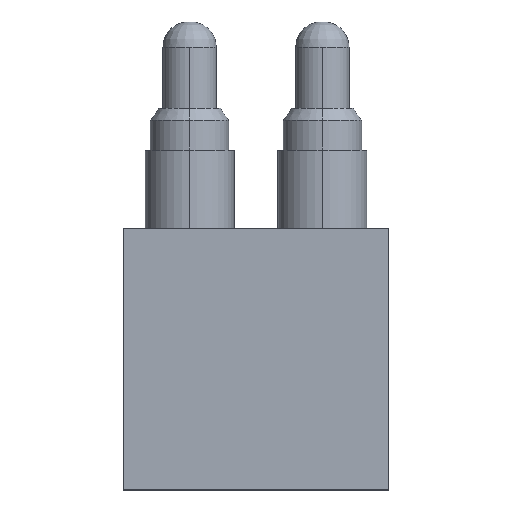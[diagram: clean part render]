
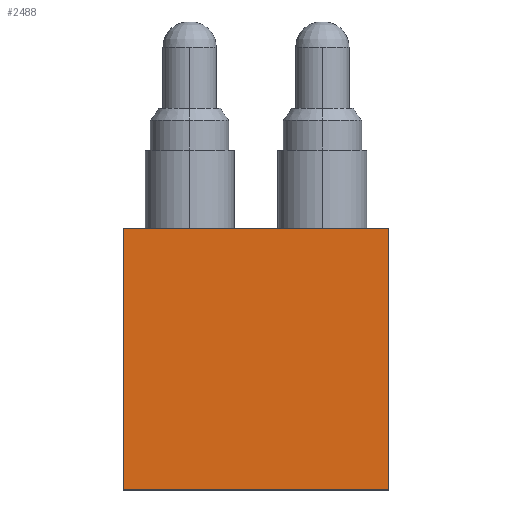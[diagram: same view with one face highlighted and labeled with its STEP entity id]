
A CAD part, top view. The second image highlights one B-rep face of the part: STEP entity #2488.
In plain terms, the highlighted planar face has unit normal (0, 0, 1).
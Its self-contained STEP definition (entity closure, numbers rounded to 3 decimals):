
#2488 = ADVANCED_FACE('',(#2489),#2523,.T.);
#2489 = FACE_BOUND('',#2490,.T.);
#2490 = EDGE_LOOP('',(#2491,#2501,#2509,#2517));
#2491 = ORIENTED_EDGE('',*,*,#2492,.T.);
#2492 = EDGE_CURVE('',#2493,#2495,#2497,.T.);
#2493 = VERTEX_POINT('',#2494);
#2494 = CARTESIAN_POINT('',(2.54,-4.475,2.39));
#2495 = VERTEX_POINT('',#2496);
#2496 = CARTESIAN_POINT('',(2.54,0.525,2.39));
#2497 = LINE('',#2498,#2499);
#2498 = CARTESIAN_POINT('',(2.54,-4.475,2.39));
#2499 = VECTOR('',#2500,1.);
#2500 = DIRECTION('',(0.,1.,0.));
#2501 = ORIENTED_EDGE('',*,*,#2502,.F.);
#2502 = EDGE_CURVE('',#2503,#2495,#2505,.T.);
#2503 = VERTEX_POINT('',#2504);
#2504 = CARTESIAN_POINT('',(-2.54,0.525,2.39));
#2505 = LINE('',#2506,#2507);
#2506 = CARTESIAN_POINT('',(-2.54,0.525,2.39));
#2507 = VECTOR('',#2508,1.);
#2508 = DIRECTION('',(1.,0.,0.));
#2509 = ORIENTED_EDGE('',*,*,#2510,.F.);
#2510 = EDGE_CURVE('',#2511,#2503,#2513,.T.);
#2511 = VERTEX_POINT('',#2512);
#2512 = CARTESIAN_POINT('',(-2.54,-4.475,2.39));
#2513 = LINE('',#2514,#2515);
#2514 = CARTESIAN_POINT('',(-2.54,-4.475,2.39));
#2515 = VECTOR('',#2516,1.);
#2516 = DIRECTION('',(0.,1.,0.));
#2517 = ORIENTED_EDGE('',*,*,#2518,.T.);
#2518 = EDGE_CURVE('',#2511,#2493,#2519,.T.);
#2519 = LINE('',#2520,#2521);
#2520 = CARTESIAN_POINT('',(-2.54,-4.475,2.39));
#2521 = VECTOR('',#2522,1.);
#2522 = DIRECTION('',(1.,0.,0.));
#2523 = PLANE('',#2524);
#2524 = AXIS2_PLACEMENT_3D('',#2525,#2526,#2527);
#2525 = CARTESIAN_POINT('',(-2.54,-1.975,2.39));
#2526 = DIRECTION('',(0.,0.,1.));
#2527 = DIRECTION('',(0.,-1.,0.));
